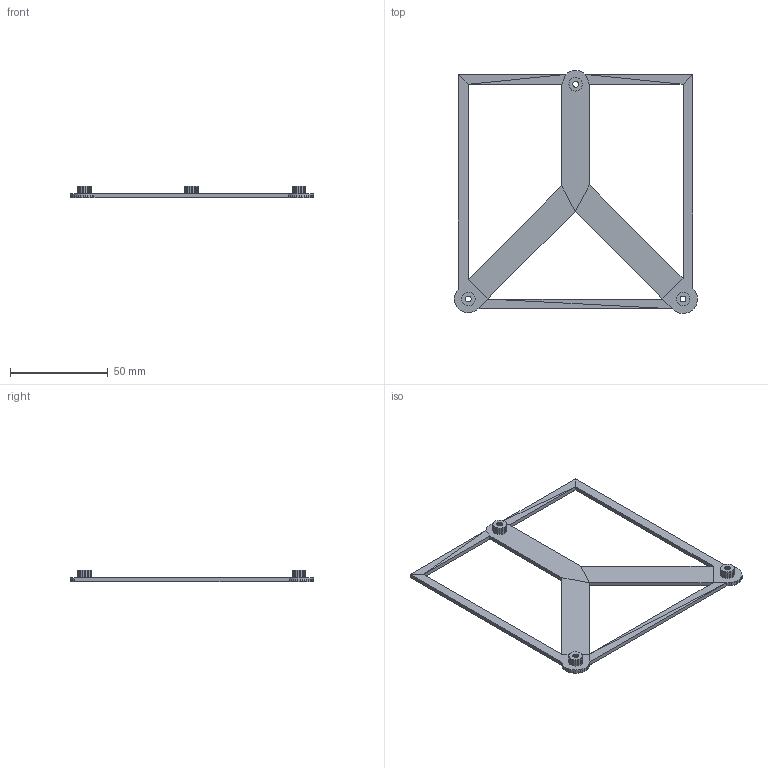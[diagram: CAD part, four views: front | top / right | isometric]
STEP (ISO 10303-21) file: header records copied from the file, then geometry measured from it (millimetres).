
FILE_DESCRIPTION(('FreeCAD Model'),'2;1');
FILE_NAME('./VORON-0/STLs/V0_Crew_Mods/v0-drill-guide.step', '2020-04-30T21:53:19',('FreeCAD'),('FreeCAD'), 'Open CASCADE STEP processor 7.3','FreeCAD','Unknown');
FILE_SCHEMA(('AUTOMOTIVE_DESIGN { 1 0 10303 214 1 1 1 1 }'));
Length unit declared in the file: millimetre
Products named in the file (1): Open CASCADE STEP translator 7.3 1
Bounding box: 124.47 x 124.47 x 6 mm (x, y, z)
Surface area: 13285.7 mm2 (no closed solid volume)
Topology: 0 solids, 1 shells, 242 faces, 662 edges, 418 vertices
Faces by surface type: plane 242
Entity records: 7440 total; most frequent: ORIENTED_EDGE 1324, CARTESIAN_POINT 1323, DIRECTION 1148, EDGE_CURVE 662, LINE 662, VECTOR 662, VERTEX_POINT 418, FACE_BOUND 250
